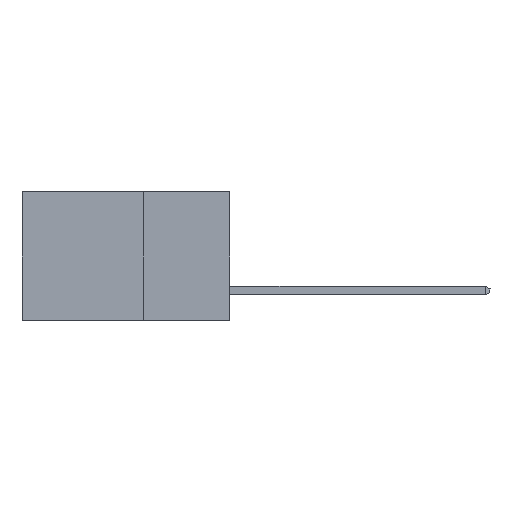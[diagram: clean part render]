
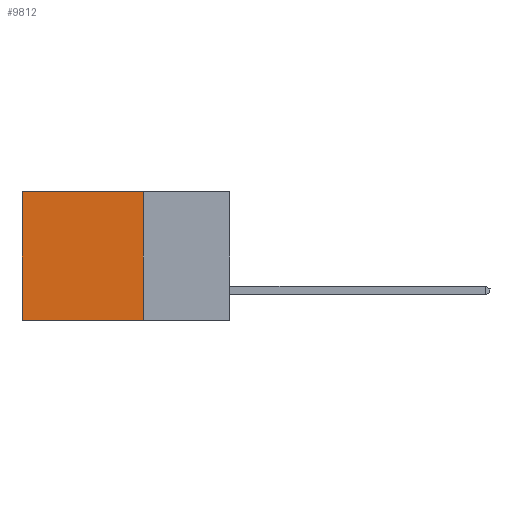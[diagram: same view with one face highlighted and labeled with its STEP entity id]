
A CAD part, left-side view. The second image highlights one B-rep face of the part: STEP entity #9812.
In plain terms, the highlighted planar face has unit normal (-1, 0, 0).
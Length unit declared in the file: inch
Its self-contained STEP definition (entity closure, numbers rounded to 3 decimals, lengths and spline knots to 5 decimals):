
#34 = CARTESIAN_POINT ( 'NONE',  ( 0.2615, 0.6, 0. ) ) ;
#659 = CARTESIAN_POINT ( 'NONE',  ( 0.2615, 0.25, 0. ) ) ;
#779 = LINE ( 'NONE', #4256, #11190 ) ;
#1128 = DIRECTION ( 'NONE',  ( 0., 0., -1. ) ) ;
#1282 = PLANE ( 'NONE',  #14323 ) ;
#1491 = CARTESIAN_POINT ( 'NONE',  ( 0.2615, 0.25, -0.37 ) ) ;
#2291 = ORIENTED_EDGE ( 'NONE', *, *, #14439, .T. ) ;
#2581 = DIRECTION ( 'NONE',  ( 0., 0., -1. ) ) ;
#3484 = EDGE_LOOP ( 'NONE', ( #2291, #13157, #10250, #10070 ) ) ;
#3676 = LINE ( 'NONE', #11504, #11755 ) ;
#4175 = LINE ( 'NONE', #13579, #6310 ) ;
#4256 = CARTESIAN_POINT ( 'NONE',  ( 0.2615, 0.6, -0.37 ) ) ;
#5595 = DIRECTION ( 'NONE',  ( 0., 1., 0. ) ) ;
#5853 = DIRECTION ( 'NONE',  ( 0., 1., 0. ) ) ;
#6130 = EDGE_CURVE ( 'NONE', #11586, #7102, #7135, .T. ) ;
#6310 = VECTOR ( 'NONE', #5595, 39.37008 ) ;
#6573 = EDGE_CURVE ( 'NONE', #7102, #11453, #3676, .T. ) ;
#6854 = DIRECTION ( 'NONE',  ( 1., 0., 0. ) ) ;
#7102 = VERTEX_POINT ( 'NONE', #11929 ) ;
#7135 = LINE ( 'NONE', #1491, #9577 ) ;
#7140 = EDGE_CURVE ( 'NONE', #11586, #10048, #4175, .T. ) ;
#9416 = CARTESIAN_POINT ( 'NONE',  ( 0.2615, 0.25, -0.37 ) ) ;
#9577 = VECTOR ( 'NONE', #11735, 39.37008 ) ;
#9812 = ADVANCED_FACE ( 'NONE', ( #13858 ), #1282, .F. ) ;
#10048 = VERTEX_POINT ( 'NONE', #34 ) ;
#10070 = ORIENTED_EDGE ( 'NONE', *, *, #7140, .T. ) ;
#10250 = ORIENTED_EDGE ( 'NONE', *, *, #6130, .F. ) ;
#11190 = VECTOR ( 'NONE', #2581, 39.37008 ) ;
#11453 = VERTEX_POINT ( 'NONE', #11665 ) ;
#11504 = CARTESIAN_POINT ( 'NONE',  ( 0.2615, 0.25, -0.37 ) ) ;
#11586 = VERTEX_POINT ( 'NONE', #659 ) ;
#11665 = CARTESIAN_POINT ( 'NONE',  ( 0.2615, 0.6, -0.37 ) ) ;
#11735 = DIRECTION ( 'NONE',  ( 0., 0., -1. ) ) ;
#11755 = VECTOR ( 'NONE', #5853, 39.37008 ) ;
#11929 = CARTESIAN_POINT ( 'NONE',  ( 0.2615, 0.25, -0.37 ) ) ;
#13157 = ORIENTED_EDGE ( 'NONE', *, *, #6573, .F. ) ;
#13579 = CARTESIAN_POINT ( 'NONE',  ( 0.2615, 0.25, 0. ) ) ;
#13858 = FACE_OUTER_BOUND ( 'NONE', #3484, .T. ) ;
#14323 = AXIS2_PLACEMENT_3D ( 'NONE', #9416, #6854, #1128 ) ;
#14439 = EDGE_CURVE ( 'NONE', #10048, #11453, #779, .T. ) ;
